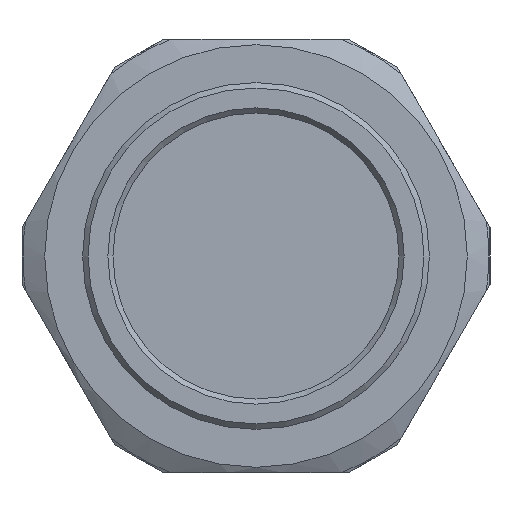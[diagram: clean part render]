
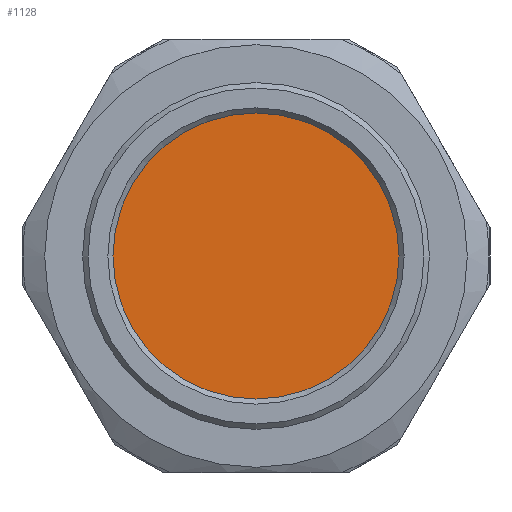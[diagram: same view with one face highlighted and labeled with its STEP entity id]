
A CAD part, front view. The second image highlights one B-rep face of the part: STEP entity #1128.
In plain terms, the highlighted planar face has unit normal (0, -1, 0).
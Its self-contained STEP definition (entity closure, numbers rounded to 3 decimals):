
#246=FACE_OUTER_BOUND('',#319,.T.);
#319=EDGE_LOOP('',(#741));
#398=CIRCLE('',#1229,13.2);
#449=VERTEX_POINT('',#1667);
#563=EDGE_CURVE('',#449,#449,#398,.T.);
#741=ORIENTED_EDGE('',*,*,#563,.T.);
#1088=PLANE('',#1228);
#1128=ADVANCED_FACE('',(#246),#1088,.F.);
#1228=AXIS2_PLACEMENT_3D('',#1666,#1361,#1362);
#1229=AXIS2_PLACEMENT_3D('',#1668,#1363,#1364);
#1361=DIRECTION('center_axis',(0.,1.,0.));
#1362=DIRECTION('ref_axis',(0.,0.,1.));
#1363=DIRECTION('center_axis',(0.,-1.,0.));
#1364=DIRECTION('ref_axis',(1.,0.,0.));
#1666=CARTESIAN_POINT('Origin',(0.,18.5,0.));
#1667=CARTESIAN_POINT('',(-13.2,18.5,0.));
#1668=CARTESIAN_POINT('Origin',(0.,18.5,0.));
